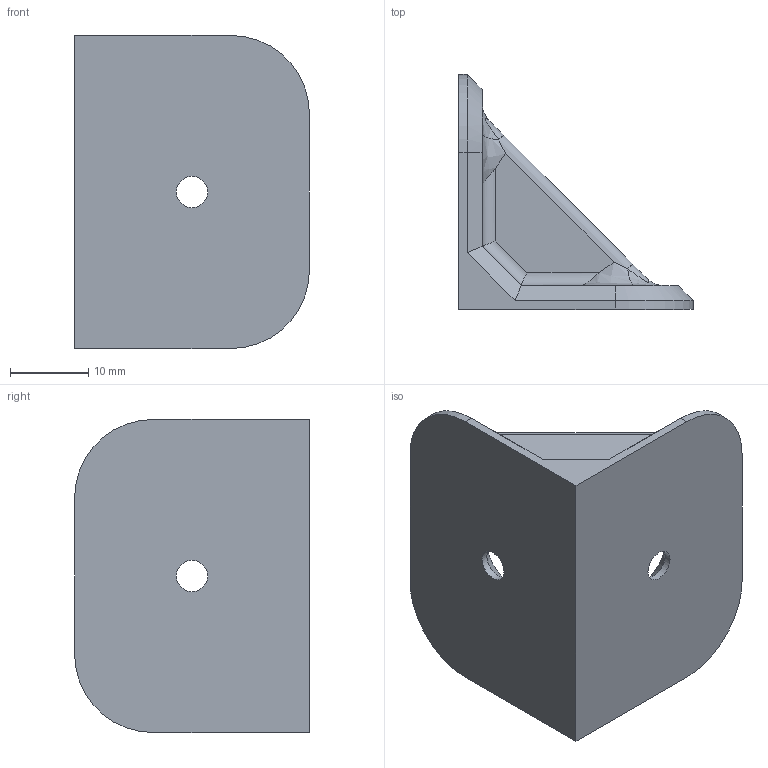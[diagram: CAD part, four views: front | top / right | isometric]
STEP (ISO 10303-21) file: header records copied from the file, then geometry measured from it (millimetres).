
FILE_DESCRIPTION(/* description */ (''),/* implementation_level */ '2;1');
FILE_NAME(/* name */ 'right-angle-brackets.stp',/* time_stamp */ '2025-02-09T14:46:53Z',/* author */ ('IWHeard'),/* organization */ (''),/* preprocessor_version */ 'ST-DEVELOPER v20',/* originating_system */ 'Autodesk Inventor 2024',/* authorisation */ '');
FILE_SCHEMA (('AUTOMOTIVE_DESIGN { 1 0 10303 214 3 1 1 }'));
Length unit declared in the file: millimetre
Products named in the file (1): right-angle-brackets
Bounding box: 30 x 30 x 40 mm (x, y, z)
Volume: 8103.6 mm3; surface area: 5303.6 mm2
Topology: 1 solids, 1 shells, 84 faces, 206 edges, 124 vertices
Faces by surface type: plane 31, bspline 24, cylinder 23, cone 6
Full cylindrical faces by diameter (mm): 4 x2
Entity records: 3875 total; most frequent: CARTESIAN_POINT 1991, ORIENTED_EDGE 412, DIRECTION 334, EDGE_CURVE 206, VERTEX_POINT 124, AXIS2_PLACEMENT_3D 123, LINE 88, VECTOR 88
